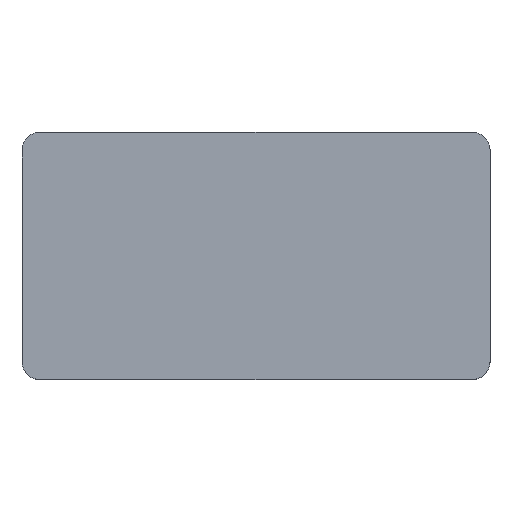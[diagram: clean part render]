
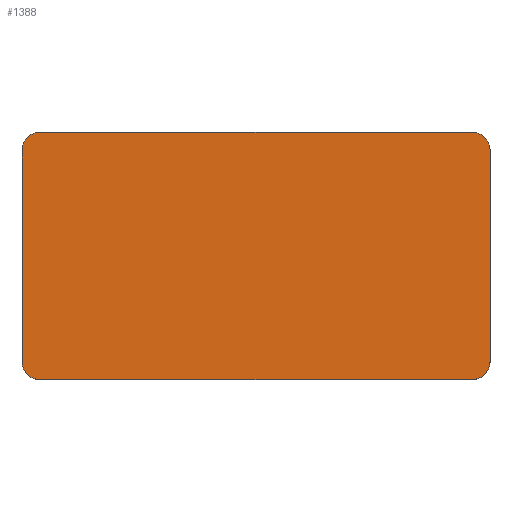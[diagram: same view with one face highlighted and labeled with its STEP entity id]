
A CAD part, top view. The second image highlights one B-rep face of the part: STEP entity #1388.
In plain terms, the highlighted planar face has unit normal (0, 0, 1).
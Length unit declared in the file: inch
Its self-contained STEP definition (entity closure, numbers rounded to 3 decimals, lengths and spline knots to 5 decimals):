
#650=CARTESIAN_POINT('',(0.98,0.56,0.1275));
#651=VERTEX_POINT('',#650);
#652=CARTESIAN_POINT('',(1.06,0.48,0.1275));
#653=VERTEX_POINT('',#652);
#654=CARTESIAN_POINT('',(0.98,0.48,0.1275));
#655=DIRECTION('',(0.0,0.0,-1.0));
#656=DIRECTION('',(0.707,0.707,0.0));
#657=AXIS2_PLACEMENT_3D('',#654,#655,#656);
#658=CIRCLE('',#657,0.08);
#659=EDGE_CURVE('',#651,#653,#658,.T.);
#701=CARTESIAN_POINT('',(-0.98,0.56,0.1275));
#702=VERTEX_POINT('',#701);
#709=CARTESIAN_POINT('',(-0.98,0.56,0.1275));
#710=DIRECTION('',(1.0,0.0,0.0));
#711=VECTOR('',#710,1.96);
#712=LINE('',#709,#711);
#713=EDGE_CURVE('',#702,#651,#712,.T.);
#902=CARTESIAN_POINT('',(-0.98,-0.56,0.1275));
#903=VERTEX_POINT('',#902);
#904=CARTESIAN_POINT('',(-1.06,-0.48,0.1275));
#905=VERTEX_POINT('',#904);
#906=CARTESIAN_POINT('',(-0.98,-0.48,0.1275));
#907=DIRECTION('',(0.0,0.0,-1.0));
#908=DIRECTION('',(-0.707,-0.707,0.0));
#909=AXIS2_PLACEMENT_3D('',#906,#907,#908);
#910=CIRCLE('',#909,0.08);
#911=EDGE_CURVE('',#903,#905,#910,.T.);
#935=CARTESIAN_POINT('',(-1.06,0.48,0.1275));
#936=VERTEX_POINT('',#935);
#937=CARTESIAN_POINT('',(-1.06,-0.48,0.1275));
#938=DIRECTION('',(0.0,1.0,0.0));
#939=VECTOR('',#938,0.96);
#940=LINE('',#937,#939);
#941=EDGE_CURVE('',#905,#936,#940,.T.);
#958=CARTESIAN_POINT('',(-0.98,0.48,0.1275));
#959=DIRECTION('',(0.0,0.0,-1.0));
#960=DIRECTION('',(-0.707,0.707,0.0));
#961=AXIS2_PLACEMENT_3D('',#958,#959,#960);
#962=CIRCLE('',#961,0.08);
#963=EDGE_CURVE('',#936,#702,#962,.T.);
#976=CARTESIAN_POINT('',(1.06,-0.48,0.1275));
#977=VERTEX_POINT('',#976);
#978=CARTESIAN_POINT('',(0.98,-0.56,0.1275));
#979=VERTEX_POINT('',#978);
#980=CARTESIAN_POINT('',(0.98,-0.48,0.1275));
#981=DIRECTION('',(0.0,0.0,-1.0));
#982=DIRECTION('',(0.707,-0.707,0.0));
#983=AXIS2_PLACEMENT_3D('',#980,#981,#982);
#984=CIRCLE('',#983,0.08);
#985=EDGE_CURVE('',#977,#979,#984,.T.);
#1011=CARTESIAN_POINT('',(0.98,-0.56,0.1275));
#1012=DIRECTION('',(-1.0,0.0,0.0));
#1013=VECTOR('',#1012,1.96);
#1014=LINE('',#1011,#1013);
#1015=EDGE_CURVE('',#979,#903,#1014,.T.);
#1362=CARTESIAN_POINT('',(1.06,0.48,0.1275));
#1363=DIRECTION('',(0.0,-1.0,0.0));
#1364=VECTOR('',#1363,0.96);
#1365=LINE('',#1362,#1364);
#1366=EDGE_CURVE('',#653,#977,#1365,.T.);
#1373=CARTESIAN_POINT('',(0.0,0.,0.1275));
#1374=DIRECTION('',(0.0,0.0,1.0));
#1375=DIRECTION('',(1.0,0.0,0.0));
#1376=AXIS2_PLACEMENT_3D('',#1373,#1374,#1375);
#1377=PLANE('',#1376);
#1378=ORIENTED_EDGE('',*,*,#659,.F.);
#1379=ORIENTED_EDGE('',*,*,#713,.F.);
#1380=ORIENTED_EDGE('',*,*,#963,.F.);
#1381=ORIENTED_EDGE('',*,*,#941,.F.);
#1382=ORIENTED_EDGE('',*,*,#911,.F.);
#1383=ORIENTED_EDGE('',*,*,#1015,.F.);
#1384=ORIENTED_EDGE('',*,*,#985,.F.);
#1385=ORIENTED_EDGE('',*,*,#1366,.F.);
#1386=EDGE_LOOP('',(#1378,#1379,#1380,#1381,#1382,#1383,#1384,#1385));
#1387=FACE_OUTER_BOUND('',#1386,.T.);
#1388=ADVANCED_FACE('',(#1387),#1377,.T.);
